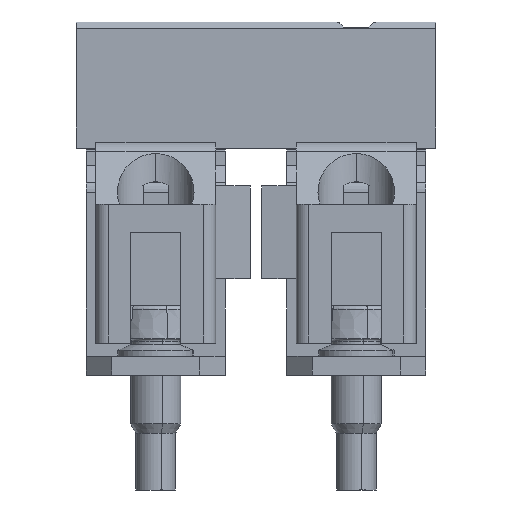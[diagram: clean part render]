
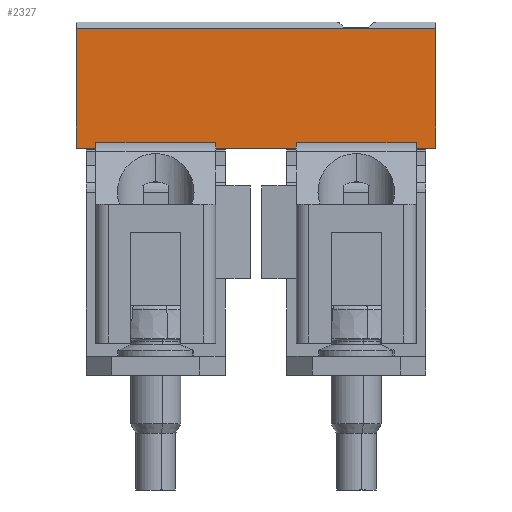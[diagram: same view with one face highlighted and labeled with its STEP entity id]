
A CAD part, front view. The second image highlights one B-rep face of the part: STEP entity #2327.
In plain terms, the highlighted planar face has unit normal (0, -1, 0).
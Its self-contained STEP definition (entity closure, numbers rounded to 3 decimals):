
#2250=AXIS2_PLACEMENT_3D('Plane Axis2P3D',#2247,#2248,#2249) ;
#2050=CARTESIAN_POINT('Vertex',(0.,7.15,36.6)) ;
#2053=CARTESIAN_POINT('Line Origine',(14.25,7.15,36.6)) ;
#2057=CARTESIAN_POINT('Vertex',(28.5,7.15,36.6)) ;
#2116=CARTESIAN_POINT('Line Origine',(28.5,7.15,31.85)) ;
#2120=CARTESIAN_POINT('Vertex',(28.5,7.15,27.1)) ;
#2230=CARTESIAN_POINT('Vertex',(0.,7.15,27.1)) ;
#2233=CARTESIAN_POINT('Line Origine',(0.,7.15,31.85)) ;
#2247=CARTESIAN_POINT('Axis2P3D Location',(26.95,7.15,36.6)) ;
#2252=CARTESIAN_POINT('Line Origine',(0.775,7.15,27.1)) ;
#2256=CARTESIAN_POINT('Vertex',(1.55,7.15,27.1)) ;
#2259=CARTESIAN_POINT('Line Origine',(1.55,7.15,27.307)) ;
#2263=CARTESIAN_POINT('Vertex',(1.55,7.15,27.514)) ;
#2266=CARTESIAN_POINT('Line Origine',(6.3,7.15,27.514)) ;
#2270=CARTESIAN_POINT('Vertex',(11.05,7.15,27.514)) ;
#2273=CARTESIAN_POINT('Line Origine',(11.05,7.15,27.307)) ;
#2277=CARTESIAN_POINT('Vertex',(11.05,7.15,27.1)) ;
#2280=CARTESIAN_POINT('Line Origine',(14.25,7.15,27.1)) ;
#2284=CARTESIAN_POINT('Vertex',(17.45,7.15,27.1)) ;
#2287=CARTESIAN_POINT('Line Origine',(17.45,7.15,27.307)) ;
#2291=CARTESIAN_POINT('Vertex',(17.45,7.15,27.514)) ;
#2294=CARTESIAN_POINT('Line Origine',(22.2,7.15,27.514)) ;
#2298=CARTESIAN_POINT('Vertex',(26.95,7.15,27.514)) ;
#2301=CARTESIAN_POINT('Line Origine',(26.95,7.15,27.307)) ;
#2305=CARTESIAN_POINT('Vertex',(26.95,7.15,27.1)) ;
#2308=CARTESIAN_POINT('Line Origine',(27.725,7.15,27.1)) ;
#2054=DIRECTION('Vector Direction',(1.,0.,0.)) ;
#2117=DIRECTION('Vector Direction',(0.,0.,-1.)) ;
#2234=DIRECTION('Vector Direction',(0.,0.,-1.)) ;
#2248=DIRECTION('Axis2P3D Direction',(0.,-1.,0.)) ;
#2249=DIRECTION('Axis2P3D XDirection',(0.,0.,-1.)) ;
#2253=DIRECTION('Vector Direction',(1.,0.,0.)) ;
#2260=DIRECTION('Vector Direction',(0.,0.,-1.)) ;
#2267=DIRECTION('Vector Direction',(-1.,0.,0.)) ;
#2274=DIRECTION('Vector Direction',(0.,0.,-1.)) ;
#2281=DIRECTION('Vector Direction',(1.,0.,0.)) ;
#2288=DIRECTION('Vector Direction',(0.,0.,-1.)) ;
#2295=DIRECTION('Vector Direction',(-1.,0.,0.)) ;
#2302=DIRECTION('Vector Direction',(0.,0.,-1.)) ;
#2309=DIRECTION('Vector Direction',(1.,0.,0.)) ;
#2055=VECTOR('Line Direction',#2054,1.) ;
#2118=VECTOR('Line Direction',#2117,1.) ;
#2235=VECTOR('Line Direction',#2234,1.) ;
#2254=VECTOR('Line Direction',#2253,1.) ;
#2261=VECTOR('Line Direction',#2260,1.) ;
#2268=VECTOR('Line Direction',#2267,1.) ;
#2275=VECTOR('Line Direction',#2274,1.) ;
#2282=VECTOR('Line Direction',#2281,1.) ;
#2289=VECTOR('Line Direction',#2288,1.) ;
#2296=VECTOR('Line Direction',#2295,1.) ;
#2303=VECTOR('Line Direction',#2302,1.) ;
#2310=VECTOR('Line Direction',#2309,1.) ;
#2314=ORIENTED_EDGE('',*,*,#2237,.F.) ;
#2315=ORIENTED_EDGE('',*,*,#2258,.T.) ;
#2316=ORIENTED_EDGE('',*,*,#2265,.T.) ;
#2317=ORIENTED_EDGE('',*,*,#2272,.F.) ;
#2318=ORIENTED_EDGE('',*,*,#2279,.F.) ;
#2319=ORIENTED_EDGE('',*,*,#2286,.T.) ;
#2320=ORIENTED_EDGE('',*,*,#2293,.T.) ;
#2321=ORIENTED_EDGE('',*,*,#2300,.F.) ;
#2322=ORIENTED_EDGE('',*,*,#2307,.F.) ;
#2323=ORIENTED_EDGE('',*,*,#2312,.T.) ;
#2324=ORIENTED_EDGE('',*,*,#2122,.T.) ;
#2325=ORIENTED_EDGE('',*,*,#2059,.F.) ;
#2327=ADVANCED_FACE('Hauptk\X2\00F6\X0\rper',(#2326),#2251,.T.) ;
#2059=EDGE_CURVE('',#2051,#2058,#2056,.T.) ;
#2122=EDGE_CURVE('',#2121,#2058,#2119,.F.) ;
#2237=EDGE_CURVE('',#2231,#2051,#2236,.F.) ;
#2258=EDGE_CURVE('',#2231,#2257,#2255,.T.) ;
#2265=EDGE_CURVE('',#2257,#2264,#2262,.F.) ;
#2272=EDGE_CURVE('',#2271,#2264,#2269,.T.) ;
#2279=EDGE_CURVE('',#2278,#2271,#2276,.F.) ;
#2286=EDGE_CURVE('',#2278,#2285,#2283,.T.) ;
#2293=EDGE_CURVE('',#2285,#2292,#2290,.F.) ;
#2300=EDGE_CURVE('',#2299,#2292,#2297,.T.) ;
#2307=EDGE_CURVE('',#2306,#2299,#2304,.F.) ;
#2312=EDGE_CURVE('',#2306,#2121,#2311,.T.) ;
#2313=EDGE_LOOP('',(#2314,#2315,#2316,#2317,#2318,#2319,#2320,#2321,#2322,#2323,#2324,#2325)) ;
#2326=FACE_OUTER_BOUND('',#2313,.T.) ;
#2056=LINE('Line',#2053,#2055) ;
#2119=LINE('Line',#2116,#2118) ;
#2236=LINE('Line',#2233,#2235) ;
#2255=LINE('Line',#2252,#2254) ;
#2262=LINE('Line',#2259,#2261) ;
#2269=LINE('Line',#2266,#2268) ;
#2276=LINE('Line',#2273,#2275) ;
#2283=LINE('Line',#2280,#2282) ;
#2290=LINE('Line',#2287,#2289) ;
#2297=LINE('Line',#2294,#2296) ;
#2304=LINE('Line',#2301,#2303) ;
#2311=LINE('Line',#2308,#2310) ;
#2251=PLANE('',#2250) ;
#2051=VERTEX_POINT('',#2050) ;
#2058=VERTEX_POINT('',#2057) ;
#2121=VERTEX_POINT('',#2120) ;
#2231=VERTEX_POINT('',#2230) ;
#2257=VERTEX_POINT('',#2256) ;
#2264=VERTEX_POINT('',#2263) ;
#2271=VERTEX_POINT('',#2270) ;
#2278=VERTEX_POINT('',#2277) ;
#2285=VERTEX_POINT('',#2284) ;
#2292=VERTEX_POINT('',#2291) ;
#2299=VERTEX_POINT('',#2298) ;
#2306=VERTEX_POINT('',#2305) ;
